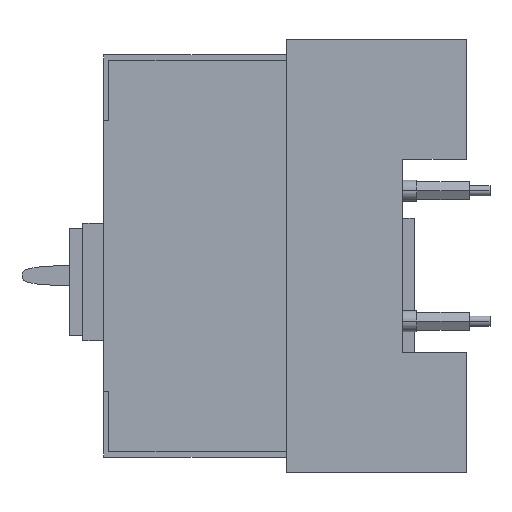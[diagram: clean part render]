
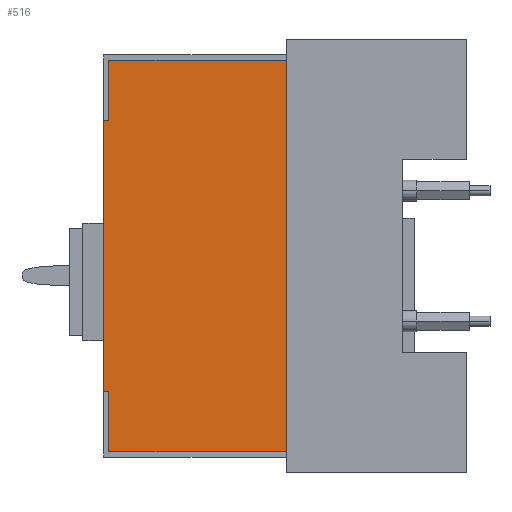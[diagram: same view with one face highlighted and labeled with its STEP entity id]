
A CAD part, left-side view. The second image highlights one B-rep face of the part: STEP entity #516.
In plain terms, the highlighted planar face has unit normal (-1, 0, 0).
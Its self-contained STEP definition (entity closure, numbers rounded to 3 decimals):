
#485=AXIS2_PLACEMENT_3D('Plane Axis2P3D',#482,#483,#484) ;
#293=CARTESIAN_POINT('Line Origine',(-52.5,50.,0.)) ;
#297=CARTESIAN_POINT('Vertex',(-52.5,50.,75.)) ;
#299=CARTESIAN_POINT('Vertex',(-52.5,50.,-75.)) ;
#340=CARTESIAN_POINT('Line Origine',(-52.5,84.,-75.)) ;
#344=CARTESIAN_POINT('Vertex',(-52.5,118.,-75.)) ;
#378=CARTESIAN_POINT('Line Origine',(-52.5,118.,-63.5)) ;
#382=CARTESIAN_POINT('Vertex',(-52.5,118.,-52.)) ;
#411=CARTESIAN_POINT('Line Origine',(-52.5,118.,63.5)) ;
#415=CARTESIAN_POINT('Vertex',(-52.5,118.,52.)) ;
#417=CARTESIAN_POINT('Vertex',(-52.5,118.,75.)) ;
#458=CARTESIAN_POINT('Line Origine',(-52.5,84.,75.)) ;
#482=CARTESIAN_POINT('Axis2P3D Location',(-52.5,0.,0.)) ;
#487=CARTESIAN_POINT('Line Origine',(-52.5,119.,-52.)) ;
#491=CARTESIAN_POINT('Vertex',(-52.5,120.,-52.)) ;
#494=CARTESIAN_POINT('Line Origine',(-52.5,119.,52.)) ;
#498=CARTESIAN_POINT('Vertex',(-52.5,120.,52.)) ;
#501=CARTESIAN_POINT('Line Origine',(-52.5,120.,0.)) ;
#294=DIRECTION('Vector Direction',(0.,0.,-1.)) ;
#341=DIRECTION('Vector Direction',(0.,1.,0.)) ;
#379=DIRECTION('Vector Direction',(0.,0.,-1.)) ;
#412=DIRECTION('Vector Direction',(0.,0.,1.)) ;
#459=DIRECTION('Vector Direction',(0.,1.,0.)) ;
#483=DIRECTION('Axis2P3D Direction',(1.,0.,0.)) ;
#484=DIRECTION('Axis2P3D XDirection',(0.,1.,0.)) ;
#488=DIRECTION('Vector Direction',(0.,-1.,0.)) ;
#495=DIRECTION('Vector Direction',(0.,-1.,0.)) ;
#502=DIRECTION('Vector Direction',(0.,0.,1.)) ;
#295=VECTOR('Line Direction',#294,1.) ;
#342=VECTOR('Line Direction',#341,1.) ;
#380=VECTOR('Line Direction',#379,1.) ;
#413=VECTOR('Line Direction',#412,1.) ;
#460=VECTOR('Line Direction',#459,1.) ;
#489=VECTOR('Line Direction',#488,1.) ;
#496=VECTOR('Line Direction',#495,1.) ;
#503=VECTOR('Line Direction',#502,1.) ;
#507=ORIENTED_EDGE('',*,*,#493,.F.) ;
#508=ORIENTED_EDGE('',*,*,#384,.F.) ;
#509=ORIENTED_EDGE('',*,*,#346,.F.) ;
#510=ORIENTED_EDGE('',*,*,#301,.F.) ;
#511=ORIENTED_EDGE('',*,*,#462,.F.) ;
#512=ORIENTED_EDGE('',*,*,#419,.F.) ;
#513=ORIENTED_EDGE('',*,*,#500,.F.) ;
#514=ORIENTED_EDGE('',*,*,#505,.F.) ;
#516=ADVANCED_FACE('Interruttore base XT3_4p_Plug-in Fixing 70mm (parte mobile)',(#515),#486,.F.) ;
#301=EDGE_CURVE('',#298,#300,#296,.T.) ;
#346=EDGE_CURVE('',#300,#345,#343,.T.) ;
#384=EDGE_CURVE('',#345,#383,#381,.F.) ;
#419=EDGE_CURVE('',#416,#418,#414,.T.) ;
#462=EDGE_CURVE('',#418,#298,#461,.F.) ;
#493=EDGE_CURVE('',#383,#492,#490,.F.) ;
#500=EDGE_CURVE('',#499,#416,#497,.T.) ;
#505=EDGE_CURVE('',#492,#499,#504,.T.) ;
#506=EDGE_LOOP('',(#507,#508,#509,#510,#511,#512,#513,#514)) ;
#515=FACE_OUTER_BOUND('',#506,.T.) ;
#296=LINE('Line',#293,#295) ;
#343=LINE('Line',#340,#342) ;
#381=LINE('Line',#378,#380) ;
#414=LINE('Line',#411,#413) ;
#461=LINE('Line',#458,#460) ;
#490=LINE('Line',#487,#489) ;
#497=LINE('Line',#494,#496) ;
#504=LINE('Line',#501,#503) ;
#486=PLANE('',#485) ;
#298=VERTEX_POINT('',#297) ;
#300=VERTEX_POINT('',#299) ;
#345=VERTEX_POINT('',#344) ;
#383=VERTEX_POINT('',#382) ;
#416=VERTEX_POINT('',#415) ;
#418=VERTEX_POINT('',#417) ;
#492=VERTEX_POINT('',#491) ;
#499=VERTEX_POINT('',#498) ;
